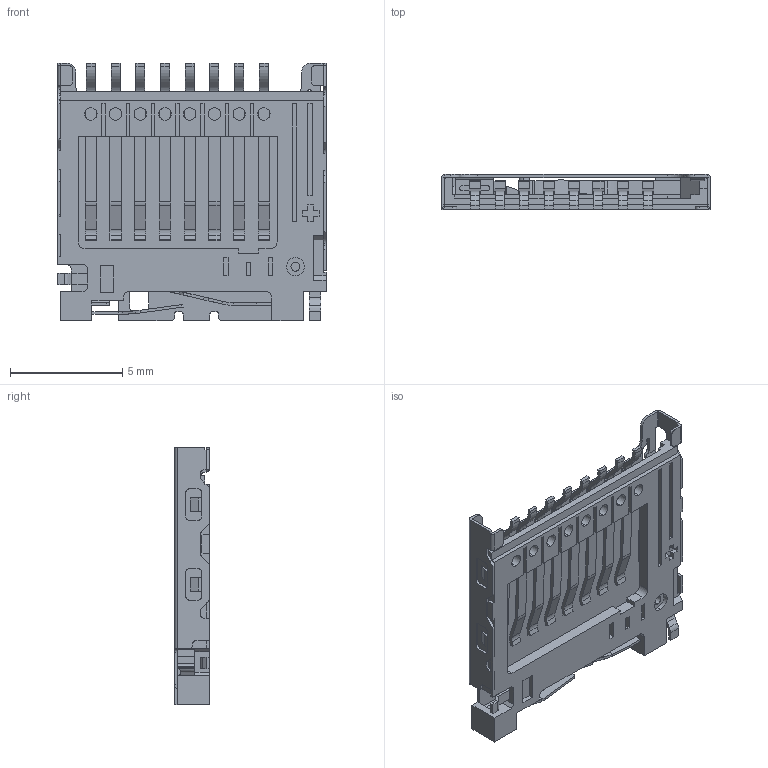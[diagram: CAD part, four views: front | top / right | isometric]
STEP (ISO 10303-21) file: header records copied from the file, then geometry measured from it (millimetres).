
FILE_DESCRIPTION (( 'STEP AP214' ), '1' );
FILE_NAME ('DM3D-SF.STEP', '2020-01-16T23:43:17', ( '' ), ( '' ), 'SwSTEP 2.0', 'SolidWorks 2017', '' );
FILE_SCHEMA (( 'AUTOMOTIVE_DESIGN' ));
Length unit declared in the file: millimetre
Products named in the file (1): DM3D-SF
Bounding box: 11.95 x 1.55 x 11.45 mm (x, y, z)
Volume: 62 mm3; surface area: 600.8 mm2
Topology: 14 solids, 14 shells, 782 faces, 2102 edges, 1357 vertices
Faces by surface type: plane 549, cylinder 227, bspline 6
Entity records: 24959 total; most frequent: CARTESIAN_POINT 4993, ORIENTED_EDGE 4204, DIRECTION 3990, EDGE_CURVE 2102, LINE 1628, VECTOR 1628, VERTEX_POINT 1357, AXIS2_PLACEMENT_3D 1181
